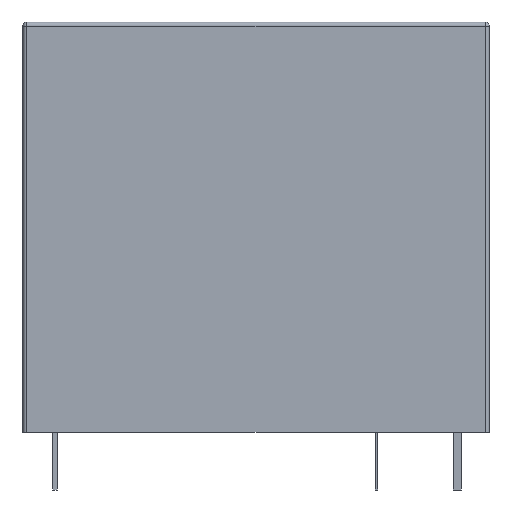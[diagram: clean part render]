
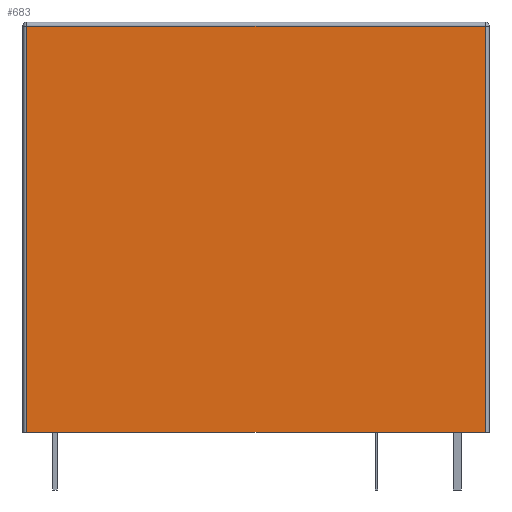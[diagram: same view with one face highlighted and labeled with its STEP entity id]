
A CAD part, front view. The second image highlights one B-rep face of the part: STEP entity #683.
In plain terms, the highlighted planar face has unit normal (0, -1, 0).
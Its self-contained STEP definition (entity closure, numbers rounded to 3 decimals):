
#364=CARTESIAN_POINT('',(-14.25,-6.75,25.25));
#365=VERTEX_POINT('',#364);
#398=CARTESIAN_POINT('',(14.25,-6.75,25.25));
#399=VERTEX_POINT('',#398);
#423=CARTESIAN_POINT('',(-14.25,-6.75,25.25));
#424=DIRECTION('',(1.0,0.0,0.0));
#425=VECTOR('',#424,28.5);
#426=LINE('',#423,#425);
#427=EDGE_CURVE('',#365,#399,#426,.T.);
#439=CARTESIAN_POINT('',(14.25,-6.75,0.0));
#440=VERTEX_POINT('',#439);
#457=CARTESIAN_POINT('',(14.25,-6.75,25.25));
#458=DIRECTION('',(0.0,0.0,-1.0));
#459=VECTOR('',#458,25.25);
#460=LINE('',#457,#459);
#461=EDGE_CURVE('',#399,#440,#460,.T.);
#490=CARTESIAN_POINT('',(-14.25,-6.75,0.0));
#491=VERTEX_POINT('',#490);
#499=CARTESIAN_POINT('',(-14.25,-6.75,0.0));
#500=DIRECTION('',(0.0,0.0,1.0));
#501=VECTOR('',#500,25.25);
#502=LINE('',#499,#501);
#503=EDGE_CURVE('',#491,#365,#502,.T.);
#651=CARTESIAN_POINT('',(14.25,-6.75,0.0));
#652=DIRECTION('',(-1.0,0.0,0.0));
#653=VECTOR('',#652,28.5);
#654=LINE('',#651,#653);
#655=EDGE_CURVE('',#440,#491,#654,.T.);
#672=CARTESIAN_POINT('',(14.5,-6.75,0.0));
#673=DIRECTION('',(0.0,-1.0,0.0));
#674=DIRECTION('',(0.0,0.0,-1.0));
#675=AXIS2_PLACEMENT_3D('',#672,#673,#674);
#676=PLANE('',#675);
#677=ORIENTED_EDGE('',*,*,#503,.F.);
#678=ORIENTED_EDGE('',*,*,#655,.F.);
#679=ORIENTED_EDGE('',*,*,#461,.F.);
#680=ORIENTED_EDGE('',*,*,#427,.F.);
#681=EDGE_LOOP('',(#677,#678,#679,#680));
#682=FACE_OUTER_BOUND('',#681,.T.);
#683=ADVANCED_FACE('',(#682),#676,.T.);
